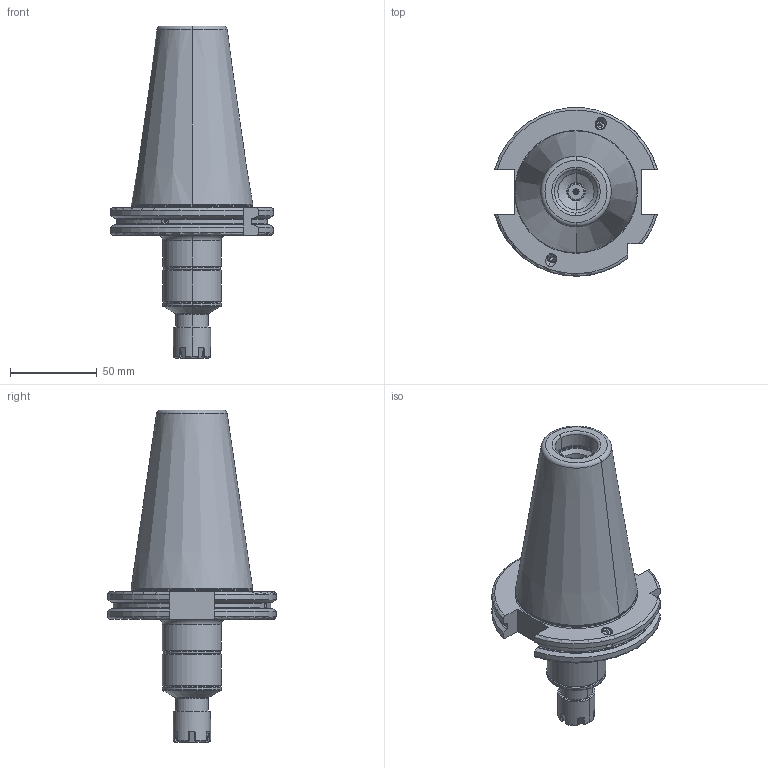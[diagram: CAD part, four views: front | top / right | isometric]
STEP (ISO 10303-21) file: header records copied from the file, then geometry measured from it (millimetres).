
FILE_DESCRIPTION((''),'2;1');
FILE_NAME('503_16_02_10_1_M','2020-09-23T',('104091'),(''),'CREO PARAMETRIC BY PTC INC, 2016260','CREO PARAMETRIC BY PTC INC, 2016260','');
FILE_SCHEMA(('CONFIG_CONTROL_DESIGN'));
Length unit declared in the file: millimetre
Products named in the file (1): 503_16_02_10_1_M
Bounding box: 94.05 x 97.31 x 191.75 mm (x, y, z)
Volume: 366982 mm3; surface area: 56904.6 mm2
Topology: 3 solids, 3 shells, 298 faces, 733 edges, 448 vertices
Faces by surface type: cylinder 91, plane 81, cone 64, torus 58, bspline 4
Entity records: 9831 total; most frequent: CARTESIAN_POINT 2831, DIRECTION 1482, ORIENTED_EDGE 1454, EDGE_CURVE 727, AXIS2_PLACEMENT_3D 604, VERTEX_POINT 448, EDGE_LOOP 321, CIRCLE 307
